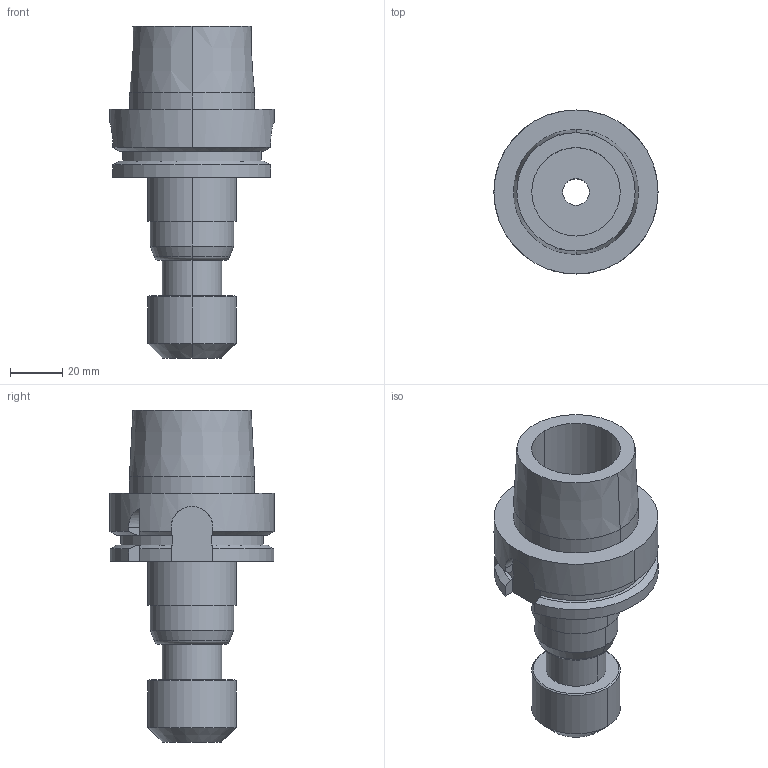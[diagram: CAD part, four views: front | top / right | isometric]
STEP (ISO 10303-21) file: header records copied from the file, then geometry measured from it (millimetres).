
FILE_DESCRIPTION((''),'2;1');
FILE_NAME('8432802057','2022-04-29T13:27:56',('thiemer'),(''),'CREO PARAMETRIC BY PTC INC, 2021164','CREO PARAMETRIC BY PTC INC, 2021164','');
FILE_SCHEMA(('AUTOMOTIVE_DESIGN { 1 0 10303 214 1 1 1 1 }'));
Length unit declared in the file: millimetre
Products named in the file (1): 8432802057
Bounding box: 63 x 63 x 127.5 mm (x, y, z)
Volume: 138944 mm3; surface area: 31704.5 mm2
Topology: 1 solids, 1 shells, 84 faces, 202 edges, 130 vertices
Faces by surface type: plane 31, cylinder 31, cone 18, torus 4
Entity records: 3529 total; most frequent: CARTESIAN_POINT 547, DIRECTION 488, ORIENTED_EDGE 404, PRESENTATION_STYLE_ASSIGNMENT 216, STYLED_ITEM 216, CURVE_STYLE 215, EDGE_CURVE 202, AXIS2_PLACEMENT_3D 191
